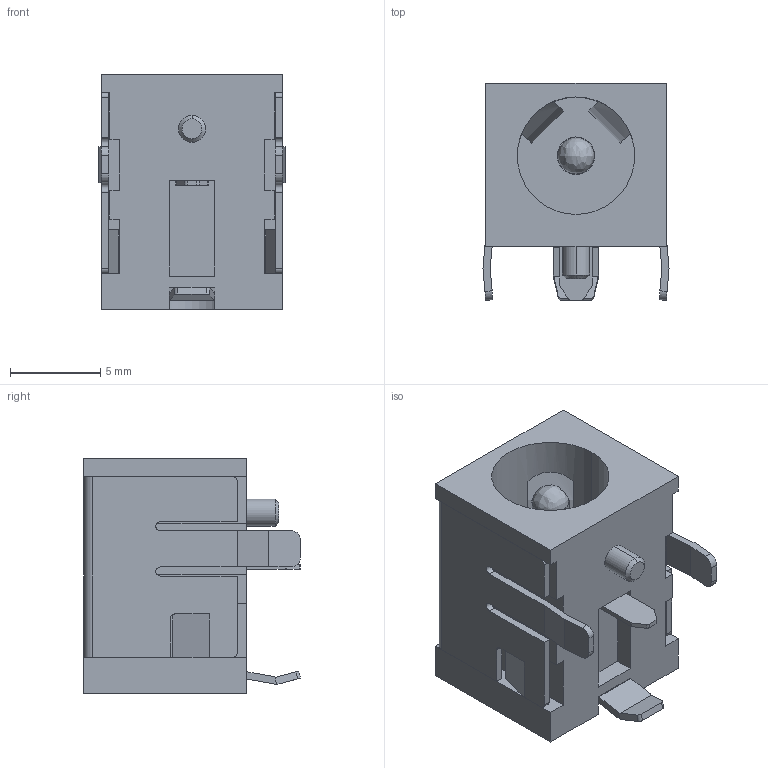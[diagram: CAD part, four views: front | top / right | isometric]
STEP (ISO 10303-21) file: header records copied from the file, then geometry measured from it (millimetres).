
FILE_DESCRIPTION (( 'STEP AP214' ), '1' );
FILE_NAME ('User Library-PJ-063AH.STEP', '2018-03-19T19:18:13', ( '' ), ( '' ), 'SwSTEP 2.0', 'SolidWorks 2018', '' );
FILE_SCHEMA (( 'AUTOMOTIVE_DESIGN' ));
Length unit declared in the file: millimetre
Products named in the file (6): User Library-PJ-063AH_Fillet; User Library-PJ-063AH; User Library-PJ-063AH_PJ_063AH003; User Library-PJ-063AH_PJ_063AH002; User Library-PJ-063AH_PJ_063AH; User Library-PJ-063AH_PJ_063AH001
Assembly tree (5 placements, depth 2):
  User Library-PJ-063AH
    User Library-PJ-063AH_Fillet
    User Library-PJ-063AH_PJ_063AH001
    User Library-PJ-063AH_PJ_063AH
    User Library-PJ-063AH_PJ_063AH002
    User Library-PJ-063AH_PJ_063AH003
Bounding box: 10.3 x 12 x 13 mm (x, y, z)
Volume: 777.7 mm3; surface area: 1796.1 mm2
Topology: 4 solids, 5 shells, 166 faces, 450 edges, 298 vertices
Faces by surface type: plane 111, cylinder 46, bspline 7, cone 2
Entity records: 7533 total; most frequent: CARTESIAN_POINT 1221, ORIENTED_EDGE 896, DIRECTION 872, EDGE_CURVE 448, LINE 326, VECTOR 326, VERTEX_POINT 298, AXIS2_PLACEMENT_3D 273
